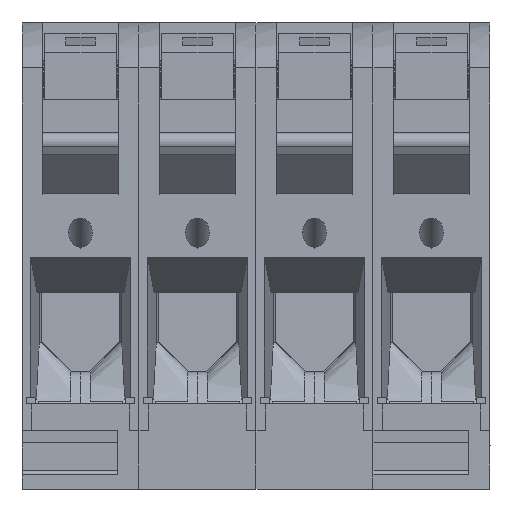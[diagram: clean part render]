
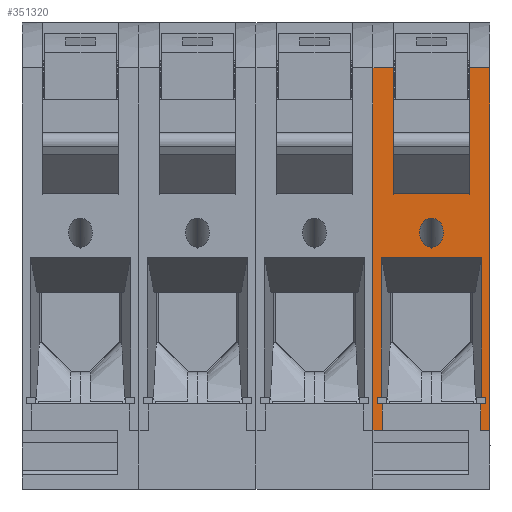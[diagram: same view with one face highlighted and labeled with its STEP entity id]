
A CAD part, front view. The second image highlights one B-rep face of the part: STEP entity #351320.
In plain terms, the highlighted face is planar.
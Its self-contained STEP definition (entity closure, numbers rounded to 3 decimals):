
#990=CARTESIAN_POINT('',(-46.016,-4.161,
-48.));
#1000=VERTEX_POINT('',#990);
#1170=CARTESIAN_POINT('',(-46.016,-9.846,
-48.));
#1180=VERTEX_POINT('',#1170);
#1210=CARTESIAN_POINT('',(-46.016,-49.182,
-48.));
#1220=DIRECTION('',(0.,1.,0.));
#1230=VECTOR('',#1220,1.);
#1240=LINE('',#1210,#1230);
#1250=EDGE_CURVE('',#1180,#1000,#1240,.T.);
#3280=CARTESIAN_POINT('',(-46.016,-9.846,
-27.));
#3290=VERTEX_POINT('',#3280);
#3440=CARTESIAN_POINT('',(-46.016,-4.161,
-27.));
#3450=VERTEX_POINT('',#3440);
#3480=CARTESIAN_POINT('',(-46.016,-49.182,
-27.));
#3490=DIRECTION('',(0.,1.,0.));
#3500=VECTOR('',#3490,1.);
#3510=LINE('',#3480,#3500);
#3520=EDGE_CURVE('',#3290,#3450,#3510,.T.);
#7370=CARTESIAN_POINT('',(-46.016,-9.846,
-49.));
#7380=VERTEX_POINT('',#7370);
#7410=CARTESIAN_POINT('',(-46.016,-9.846,
-48.));
#7420=DIRECTION('',(0.,0.,-1.));
#7430=VECTOR('',#7420,1.);
#7440=LINE('',#7410,#7430);
#7450=EDGE_CURVE('',#1180,#7380,#7440,.T.);
#7550=CARTESIAN_POINT('',(-46.016,-9.846,
-26.));
#7560=VERTEX_POINT('',#7550);
#7570=EDGE_CURVE('',#7560,#3290,#7440,.T.);
#7970=CARTESIAN_POINT('',(-46.016,-49.182,
-26.));
#7980=DIRECTION('',(0.,-1.,0.));
#7990=VECTOR('',#7980,1.);
#8000=LINE('',#7970,#7990);
#8010=CARTESIAN_POINT('',(-46.016,-11.246,
-26.));
#8020=VERTEX_POINT('',#8010);
#8030=EDGE_CURVE('',#7560,#8020,#8000,.T.);
#8700=CARTESIAN_POINT('',(-46.016,-11.246,
-26.757));
#8710=VERTEX_POINT('',#8700);
#8740=CARTESIAN_POINT('',(-46.016,-49.182,
-26.757));
#8750=DIRECTION('',(0.,1.,0.));
#8760=VECTOR('',#8750,1.);
#8770=LINE('',#8740,#8760);
#8780=CARTESIAN_POINT('',(-46.016,-41.126,
-26.757));
#8790=VERTEX_POINT('',#8780);
#8800=EDGE_CURVE('',#8790,#8710,#8770,.T.);
#15040=CARTESIAN_POINT('',(-46.016,-41.126,
-48.243));
#15050=VERTEX_POINT('',#15040);
#15080=CARTESIAN_POINT('',(-46.016,-49.182,
-48.243));
#15090=DIRECTION('',(0.,1.,0.));
#15100=VECTOR('',#15090,1.);
#15110=LINE('',#15080,#15100);
#15120=CARTESIAN_POINT('',(-46.016,-11.246,
-48.243));
#15130=VERTEX_POINT('',#15120);
#15140=EDGE_CURVE('',#15050,#15130,#15110,.T.);
#15580=CARTESIAN_POINT('',(-46.016,-11.246,
-49.));
#15590=VERTEX_POINT('',#15580);
#15620=CARTESIAN_POINT('',(-46.016,-49.182,
-49.));
#15630=DIRECTION('',(0.,-1.,0.));
#15640=VECTOR('',#15630,1.);
#15650=LINE('',#15620,#15640);
#15660=EDGE_CURVE('',#7380,#15590,#15650,.T.);
#16100=CARTESIAN_POINT('',(-46.016,-11.246,
-48.));
#16110=DIRECTION('',(0.,0.,-1.));
#16120=VECTOR('',#16110,1.);
#16130=LINE('',#16100,#16120);
#16140=EDGE_CURVE('',#15130,#15590,#16130,.T.);
#21450=CARTESIAN_POINT('',(-46.016,-41.126,
-48.));
#21460=DIRECTION('',(0.,0.,-1.));
#21470=VECTOR('',#21460,1.);
#21480=LINE('',#21450,#21470);
#21490=EDGE_CURVE('',#8790,#15050,#21480,.T.);
#89050=CARTESIAN_POINT('',(-46.016,-81.617,
-25.));
#89060=VERTEX_POINT('',#89050);
#89090=CARTESIAN_POINT('',(-46.016,-49.182,
-25.));
#89100=DIRECTION('',(0.,1.,0.));
#89110=VECTOR('',#89100,1.);
#89120=LINE('',#89090,#89110);
#89130=CARTESIAN_POINT('',(-46.016,-4.161,
-25.));
#89140=VERTEX_POINT('',#89130);
#89150=EDGE_CURVE('',#89060,#89140,#89120,.T.);
#339140=CARTESIAN_POINT('',(-46.016,-4.161,
-50.));
#339150=VERTEX_POINT('',#339140);
#339180=CARTESIAN_POINT('',(-46.016,-49.182,
-50.));
#339190=DIRECTION('',(0.,1.,0.));
#339200=VECTOR('',#339190,1.);
#339210=LINE('',#339180,#339200);
#339220=CARTESIAN_POINT('',(-46.016,-81.617,
-50.));
#339230=VERTEX_POINT('',#339220);
#339240=EDGE_CURVE('',#339230,#339150,#339210,.T.);
#348460=CARTESIAN_POINT('',(-46.016,-4.161,
-48.));
#348470=DIRECTION('',(0.,0.,-1.));
#348480=VECTOR('',#348470,1.);
#348490=LINE('',#348460,#348480);
#348500=EDGE_CURVE('',#89140,#3450,#348490,.T.);
#349270=CARTESIAN_POINT('',(-46.016,-4.161,
-48.));
#349280=DIRECTION('',(0.,0.,-1.));
#349290=VECTOR('',#349280,1.);
#349300=LINE('',#349270,#349290);
#349310=EDGE_CURVE('',#1000,#339150,#349300,.T.);
#350520=CARTESIAN_POINT('',(-46.016,-81.617,
-25.));
#350530=DIRECTION('',(1.,0.,0.));
#350540=DIRECTION('',(0.,-1.,0.));
#350550=AXIS2_PLACEMENT_3D('',#350520,#350530,#350540);
#350560=PLANE('',#350550);
#350570=CARTESIAN_POINT('',(-46.016,-46.436,
-37.5));
#350580=DIRECTION('',(-1.,0.,0.));
#350590=DIRECTION('',(0.,-1.,0.));
#350600=AXIS2_PLACEMENT_3D('',#350570,#350580,#350590);
#350610=ELLIPSE('',#350600,3.113,2.55);
#350620=CARTESIAN_POINT('',(-46.016,-49.495,
-37.975));
#350630=VERTEX_POINT('',#350620);
#350640=CARTESIAN_POINT('',(-46.016,-49.549,
-37.5));
#350650=VERTEX_POINT('',#350640);
#350660=EDGE_CURVE('',#350630,#350650,#350610,.T.);
#350670=ORIENTED_EDGE('',*,*,#350660,.F.);
#350680=CARTESIAN_POINT('',(-46.016,-43.323,
-37.5));
#350690=VERTEX_POINT('',#350680);
#350700=EDGE_CURVE('',#350650,#350690,#350610,.T.);
#350710=ORIENTED_EDGE('',*,*,#350700,.F.);
#350720=EDGE_CURVE('',#350690,#350630,#350610,.T.);
#350730=ORIENTED_EDGE('',*,*,#350720,.F.);
#350740=EDGE_LOOP('',(#350730,#350710,#350670));
#350750=FACE_BOUND('',#350740,.T.);
#350760=ORIENTED_EDGE('',*,*,#1250,.T.);
#350770=ORIENTED_EDGE('',*,*,#7450,.F.);
#350780=ORIENTED_EDGE('',*,*,#15660,.F.);
#350790=ORIENTED_EDGE('',*,*,#16140,.T.);
#350800=ORIENTED_EDGE('',*,*,#15140,.T.);
#350810=ORIENTED_EDGE('',*,*,#21490,.T.);
#350820=ORIENTED_EDGE('',*,*,#8800,.F.);
#350830=CARTESIAN_POINT('',(-46.016,-11.246,
-48.));
#350840=DIRECTION('',(0.,0.,-1.));
#350850=VECTOR('',#350840,1.);
#350860=LINE('',#350830,#350850);
#350870=EDGE_CURVE('',#8020,#8710,#350860,.T.);
#350880=ORIENTED_EDGE('',*,*,#350870,.T.);
#350890=ORIENTED_EDGE('',*,*,#8030,.T.);
#350900=ORIENTED_EDGE('',*,*,#7570,.F.);
#350910=ORIENTED_EDGE('',*,*,#3520,.F.);
#350920=ORIENTED_EDGE('',*,*,#348500,.T.);
#350930=ORIENTED_EDGE('',*,*,#89150,.T.);
#350940=CARTESIAN_POINT('',(-46.016,-81.617,
-25.));
#350950=DIRECTION('',(0.,0.,1.));
#350960=VECTOR('',#350950,1.);
#350970=LINE('',#350940,#350960);
#350980=CARTESIAN_POINT('',(-46.016,-81.617,
-29.35));
#350990=VERTEX_POINT('',#350980);
#351000=EDGE_CURVE('',#350990,#89060,#350970,.T.);
#351010=ORIENTED_EDGE('',*,*,#351000,.T.);
#351020=CARTESIAN_POINT('',(-46.016,-49.182,
-29.35));
#351030=DIRECTION('',(0.,1.,0.));
#351040=VECTOR('',#351030,1.);
#351050=LINE('',#351020,#351040);
#351060=CARTESIAN_POINT('',(-46.016,-54.848,
-29.35));
#351070=VERTEX_POINT('',#351060);
#351080=EDGE_CURVE('',#350990,#351070,#351050,.T.);
#351090=ORIENTED_EDGE('',*,*,#351080,.F.);
#351100=CARTESIAN_POINT('',(-46.016,-54.848,
-48.));
#351110=DIRECTION('',(0.,0.,1.));
#351120=VECTOR('',#351110,1.);
#351130=LINE('',#351100,#351120);
#351140=CARTESIAN_POINT('',(-46.016,-54.848,
-45.65));
#351150=VERTEX_POINT('',#351140);
#351160=EDGE_CURVE('',#351150,#351070,#351130,.T.);
#351170=ORIENTED_EDGE('',*,*,#351160,.T.);
#351180=CARTESIAN_POINT('',(-46.016,-49.182,
-45.65));
#351190=DIRECTION('',(0.,-1.,0.));
#351200=VECTOR('',#351190,1.);
#351210=LINE('',#351180,#351200);
#351220=CARTESIAN_POINT('',(-46.016,-81.617,
-45.65));
#351230=VERTEX_POINT('',#351220);
#351240=EDGE_CURVE('',#351150,#351230,#351210,.T.);
#351250=ORIENTED_EDGE('',*,*,#351240,.F.);
#351260=EDGE_CURVE('',#339230,#351230,#350970,.T.);
#351270=ORIENTED_EDGE('',*,*,#351260,.T.);
#351280=ORIENTED_EDGE('',*,*,#339240,.F.);
#351290=ORIENTED_EDGE('',*,*,#349310,.T.);
#351300=EDGE_LOOP('',(#351290,#351280,#351270,#351250,#351170,#351090,
#351010,#350930,#350920,#350910,#350900,#350890,#350880,#350820,#350810,
#350800,#350790,#350780,#350770,#350760));
#351310=FACE_OUTER_BOUND('',#351300,.T.);
#351320=ADVANCED_FACE('',(#350750,#351310),#350560,.F.);
